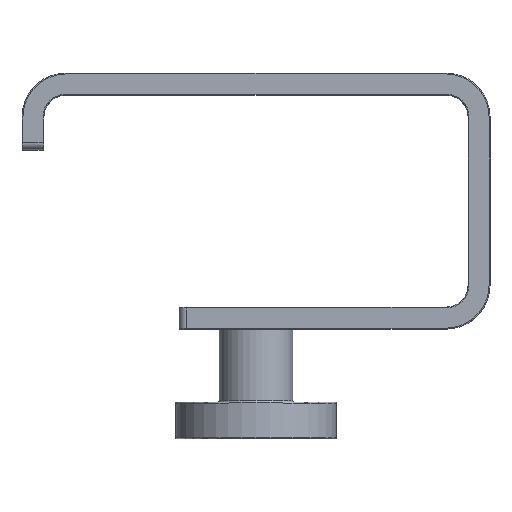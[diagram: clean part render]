
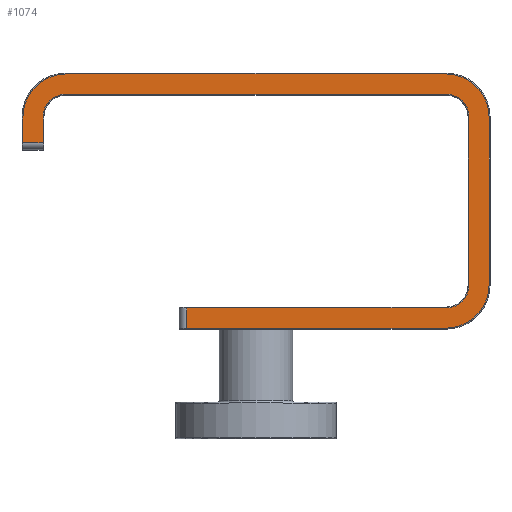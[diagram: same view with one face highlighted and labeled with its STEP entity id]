
A CAD part, top view. The second image highlights one B-rep face of the part: STEP entity #1074.
In plain terms, the highlighted planar face has unit normal (0, 0, 1).
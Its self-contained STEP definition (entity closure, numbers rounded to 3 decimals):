
#101=FACE_OUTER_BOUND('',#172,.T.);
#172=EDGE_LOOP('',(#765,#766,#767,#768,#769,#770,#771,#772,#773,#774,#775,
#776,#777,#778,#779,#780));
#259=CIRCLE('',#1172,6.25);
#263=CIRCLE('',#1178,6.25);
#267=CIRCLE('',#1184,6.25);
#270=CIRCLE('',#1191,11.75);
#271=CIRCLE('',#1192,11.75);
#272=CIRCLE('',#1193,11.75);
#330=LINE('',#1760,#390);
#332=LINE('',#1772,#392);
#334=LINE('',#1784,#394);
#336=LINE('',#1793,#396);
#341=LINE('',#1803,#401);
#342=LINE('',#1807,#402);
#343=LINE('',#1809,#403);
#344=LINE('',#1813,#404);
#345=LINE('',#1817,#405);
#346=LINE('',#1820,#406);
#390=VECTOR('',#1393,7.);
#392=VECTOR('',#1407,104.);
#394=VECTOR('',#1421,46.);
#396=VECTOR('',#1433,71.);
#401=VECTOR('',#1442,5.5);
#402=VECTOR('',#1447,5.5);
#403=VECTOR('',#1448,71.);
#404=VECTOR('',#1451,46.);
#405=VECTOR('',#1454,104.);
#406=VECTOR('',#1457,7.);
#441=VERTEX_POINT('',#1676);
#468=VERTEX_POINT('',#1752);
#470=VERTEX_POINT('',#1758);
#472=VERTEX_POINT('',#1764);
#474=VERTEX_POINT('',#1770);
#476=VERTEX_POINT('',#1776);
#478=VERTEX_POINT('',#1782);
#480=VERTEX_POINT('',#1788);
#483=VERTEX_POINT('',#1802);
#484=VERTEX_POINT('',#1806);
#485=VERTEX_POINT('',#1808);
#486=VERTEX_POINT('',#1810);
#487=VERTEX_POINT('',#1812);
#488=VERTEX_POINT('',#1814);
#489=VERTEX_POINT('',#1816);
#490=VERTEX_POINT('',#1818);
#570=EDGE_CURVE('',#470,#468,#330,.T.);
#573=EDGE_CURVE('',#472,#470,#259,.T.);
#576=EDGE_CURVE('',#474,#472,#332,.T.);
#579=EDGE_CURVE('',#476,#474,#263,.T.);
#582=EDGE_CURVE('',#478,#476,#334,.T.);
#585=EDGE_CURVE('',#480,#478,#267,.T.);
#587=EDGE_CURVE('',#441,#480,#336,.T.);
#592=EDGE_CURVE('',#468,#483,#341,.T.);
#594=EDGE_CURVE('',#484,#441,#342,.T.);
#595=EDGE_CURVE('',#485,#484,#343,.T.);
#596=EDGE_CURVE('',#486,#485,#270,.T.);
#597=EDGE_CURVE('',#487,#486,#344,.T.);
#598=EDGE_CURVE('',#488,#487,#271,.T.);
#599=EDGE_CURVE('',#489,#488,#345,.T.);
#600=EDGE_CURVE('',#490,#489,#272,.T.);
#601=EDGE_CURVE('',#483,#490,#346,.T.);
#765=ORIENTED_EDGE('',*,*,#570,.F.);
#766=ORIENTED_EDGE('',*,*,#573,.F.);
#767=ORIENTED_EDGE('',*,*,#576,.F.);
#768=ORIENTED_EDGE('',*,*,#579,.F.);
#769=ORIENTED_EDGE('',*,*,#582,.F.);
#770=ORIENTED_EDGE('',*,*,#585,.F.);
#771=ORIENTED_EDGE('',*,*,#587,.F.);
#772=ORIENTED_EDGE('',*,*,#594,.F.);
#773=ORIENTED_EDGE('',*,*,#595,.F.);
#774=ORIENTED_EDGE('',*,*,#596,.F.);
#775=ORIENTED_EDGE('',*,*,#597,.F.);
#776=ORIENTED_EDGE('',*,*,#598,.F.);
#777=ORIENTED_EDGE('',*,*,#599,.F.);
#778=ORIENTED_EDGE('',*,*,#600,.F.);
#779=ORIENTED_EDGE('',*,*,#601,.F.);
#780=ORIENTED_EDGE('',*,*,#592,.F.);
#968=PLANE('',#1190);
#1074=ADVANCED_FACE('',(#101),#968,.F.);
#1172=AXIS2_PLACEMENT_3D('',#1766,#1399,#1400);
#1178=AXIS2_PLACEMENT_3D('',#1778,#1413,#1414);
#1184=AXIS2_PLACEMENT_3D('',#1790,#1427,#1428);
#1190=AXIS2_PLACEMENT_3D('',#1805,#1445,#1446);
#1191=AXIS2_PLACEMENT_3D('',#1811,#1449,#1450);
#1192=AXIS2_PLACEMENT_3D('',#1815,#1452,#1453);
#1193=AXIS2_PLACEMENT_3D('',#1819,#1455,#1456);
#1393=DIRECTION('',(0.,-1.,0.));
#1399=DIRECTION('center_axis',(0.,0.,
1.));
#1400=DIRECTION('ref_axis',(-0.707,0.707,0.));
#1407=DIRECTION('',(-1.,0.,0.));
#1413=DIRECTION('center_axis',(0.,0.,
1.));
#1414=DIRECTION('ref_axis',(0.707,0.707,0.));
#1421=DIRECTION('',(0.,1.,0.));
#1427=DIRECTION('center_axis',(0.,0.,
1.));
#1428=DIRECTION('ref_axis',(0.707,-0.707,0.));
#1433=DIRECTION('',(1.,0.,0.));
#1442=DIRECTION('',(-1.,0.,0.));
#1445=DIRECTION('center_axis',(0.,0.,
-1.));
#1446=DIRECTION('ref_axis',(-1.,0.,0.));
#1447=DIRECTION('',(0.,1.,0.));
#1448=DIRECTION('',(-1.,0.,0.));
#1449=DIRECTION('center_axis',(0.,0.,
-1.));
#1450=DIRECTION('ref_axis',(0.707,-0.707,0.));
#1451=DIRECTION('',(0.,-1.,0.));
#1452=DIRECTION('center_axis',(0.,0.,
-1.));
#1453=DIRECTION('ref_axis',(0.707,0.707,0.));
#1454=DIRECTION('',(1.,0.,0.));
#1455=DIRECTION('center_axis',(0.,0.,
-1.));
#1456=DIRECTION('ref_axis',(-0.707,0.707,0.));
#1457=DIRECTION('',(0.,1.,0.));
#1676=CARTESIAN_POINT('',(-19.,25.75,12.));
#1752=CARTESIAN_POINT('',(-58.25,71.,12.));
#1758=CARTESIAN_POINT('',(-58.25,78.,12.));
#1760=CARTESIAN_POINT('',(-58.25,64.624,12.));
#1764=CARTESIAN_POINT('',(-52.,84.25,12.));
#1766=CARTESIAN_POINT('Origin',(-52.,78.,12.));
#1770=CARTESIAN_POINT('',(52.,84.25,12.));
#1772=CARTESIAN_POINT('',(-19.03,84.25,12.));
#1776=CARTESIAN_POINT('',(58.25,78.,12.));
#1778=CARTESIAN_POINT('Origin',(52.,78.,12.));
#1782=CARTESIAN_POINT('',(58.25,32.,12.));
#1784=CARTESIAN_POINT('',(58.25,69.124,12.));
#1788=CARTESIAN_POINT('',(52.,25.75,12.));
#1790=CARTESIAN_POINT('Origin',(52.,32.,12.));
#1793=CARTESIAN_POINT('',(32.97,25.75,12.));
#1802=CARTESIAN_POINT('',(-63.75,71.,12.));
#1803=CARTESIAN_POINT('',(-25.03,71.,12.));
#1805=CARTESIAN_POINT('Origin',(13.941,60.248,12.));
#1806=CARTESIAN_POINT('',(-19.,20.25,12.));
#1807=CARTESIAN_POINT('',(-19.,43.124,12.));
#1808=CARTESIAN_POINT('',(52.,20.25,12.));
#1809=CARTESIAN_POINT('',(-3.53,20.25,12.));
#1810=CARTESIAN_POINT('',(63.75,32.,12.));
#1811=CARTESIAN_POINT('Origin',(52.,32.,12.));
#1812=CARTESIAN_POINT('',(63.75,78.,12.));
#1813=CARTESIAN_POINT('',(63.75,46.124,12.));
#1814=CARTESIAN_POINT('',(52.,89.75,12.));
#1815=CARTESIAN_POINT('Origin',(52.,78.,12.));
#1816=CARTESIAN_POINT('',(-52.,89.75,12.));
#1817=CARTESIAN_POINT('',(32.97,89.75,12.));
#1818=CARTESIAN_POINT('',(-63.75,78.,12.));
#1819=CARTESIAN_POINT('Origin',(-52.,78.,12.));
#1820=CARTESIAN_POINT('',(-63.75,69.124,12.));
